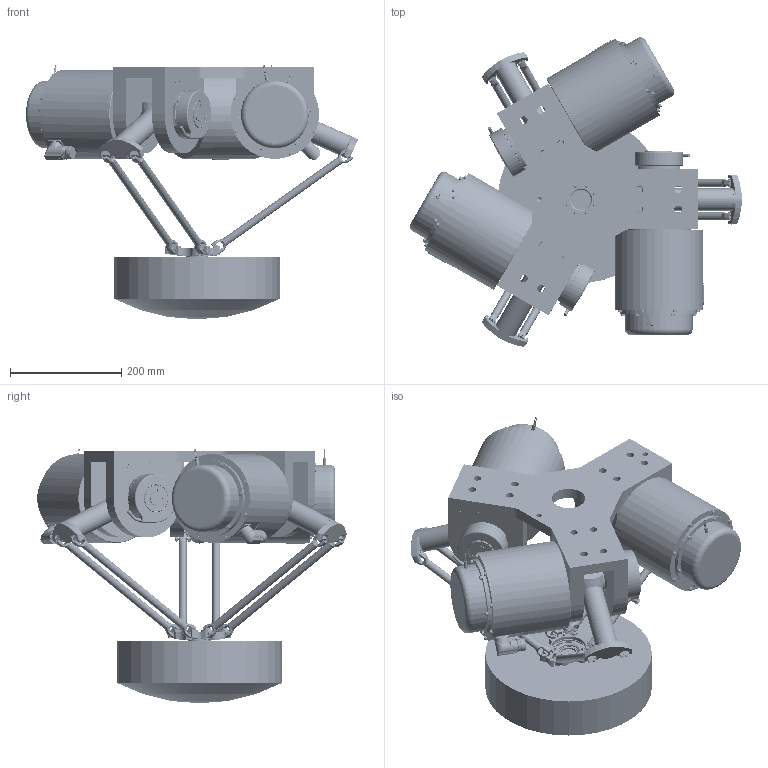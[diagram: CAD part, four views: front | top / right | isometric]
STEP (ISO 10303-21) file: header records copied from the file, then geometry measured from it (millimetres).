
FILE_DESCRIPTION(/* description */ ('Norm.iam Teamplte'),/* implementation_level */ '2;1');
FILE_NAME(/* name */ '3D-model_A_00601.stp',/* time_stamp */ '2024-06-12T15:34:20+02:00',/* author */ ('julien.schuhler'),/* organization */ (''),/* preprocessor_version */ 'ST-DEVELOPER v19.2',/* originating_system */ 'Autodesk Inventor 2023',/* authorisation */ '');
FILE_SCHEMA (('AUTOMOTIVE_DESIGN { 1 0 10303 214 3 1 1 }'));
Length unit declared in the file: millimetre
Products named in the file (7): A_00601_DUMMY DELTA Robotermechanik RLP3-300-0,5kg; MT_WST00117016; MT_WST00117017; MT_WST00117018; MT_WST00117019; MT_WST00117020; MT_WST00100876 Arbeitsbereich
Assembly tree (24 placements, depth 2):
  A_00601_DUMMY DELTA Robotermechanik RLP3-300-0,5kg
    MT_WST00117016
    MT_WST00117017  x3
    MT_WST00117020  x12
    MT_WST00117018  x6
    MT_WST00117019
    MT_WST00100876 Arbeitsbereich
Bounding box: 598.08 x 557.73 x 458.65 mm (x, y, z)
Volume: 22784704 mm3; surface area: 1249166.3 mm2
Topology: 27 solids, 27 shells, 4827 faces, 12315 edges, 7874 vertices
Faces by surface type: plane 1807, cylinder 1450, bspline 1118, cone 355, torus 87, sphere 10
Full cylindrical faces by diameter (mm): 1 x6, 2 x6, 2.013 x8, 2.459 x8, 2.5 x60, 3 x1, 4.1 x48, 4.5 x104, 5 x3, 6 x9, 6.225 x3, 7 x42, 10 x1, 13.835 x12, 14 x6, 21.05 x3, 21.6 x9, 23 x9, 24 x3, 24.4 x3, 25 x3, 25.6 x3, 26 x1, 36 x1, 37 x9, 40 x7, 45 x3, 47 x6, 50 x3, 54.4 x3
Entity records: 98723 total; most frequent: CARTESIAN_POINT 30247, ORIENTED_EDGE 14002, DIRECTION 13433, EDGE_CURVE 7001, AXIS2_PLACEMENT_3D 4853, VERTEX_POINT 4562, LINE 3727, VECTOR 3727
